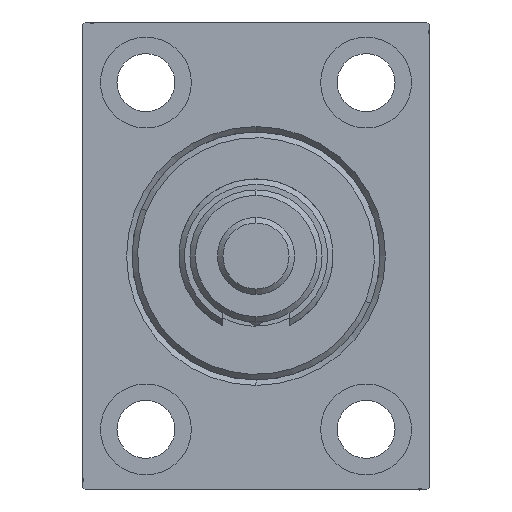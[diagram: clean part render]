
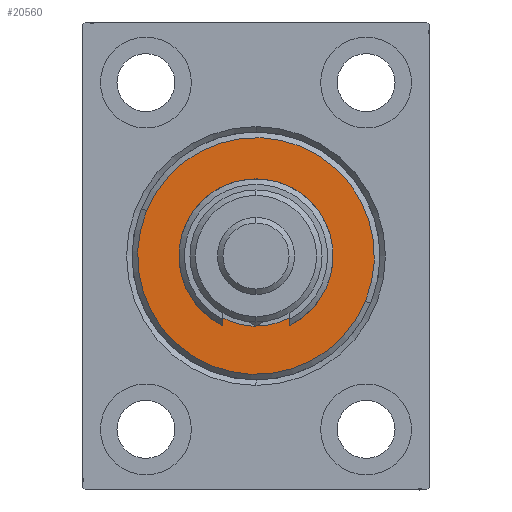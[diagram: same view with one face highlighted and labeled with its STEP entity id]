
A CAD part, left-side view. The second image highlights one B-rep face of the part: STEP entity #20560.
In plain terms, the highlighted face is planar.
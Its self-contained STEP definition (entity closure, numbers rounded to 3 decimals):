
#111 = VERTEX_POINT ( 'NONE', #26844 ) ;
#419 = AXIS2_PLACEMENT_3D ( 'NONE', #35142, #8662, #45651 ) ;
#1517 = CARTESIAN_POINT ( 'NONE',  ( 3., 0., 0. ) ) ;
#1633 = EDGE_CURVE ( 'NONE', #111, #28037, #13678, .T. ) ;
#1665 = DIRECTION ( 'NONE',  ( 0., 0., -1. ) ) ;
#8055 = CARTESIAN_POINT ( 'NONE',  ( 3., 0., 0. ) ) ;
#8662 = DIRECTION ( 'NONE',  ( 1., 0., 0. ) ) ;
#9278 = ORIENTED_EDGE ( 'NONE', *, *, #18018, .T. ) ;
#12390 = ORIENTED_EDGE ( 'NONE', *, *, #1633, .T. ) ;
#12902 = EDGE_CURVE ( 'NONE', #14568, #17761, #26090, .T. ) ;
#13678 = CIRCLE ( 'NONE', #46453, 21.5 ) ;
#14568 = VERTEX_POINT ( 'NONE', #23075 ) ;
#16074 = DIRECTION ( 'NONE',  ( -1., 0., 0. ) ) ;
#16685 = CARTESIAN_POINT ( 'NONE',  ( 3., 0., 21.5 ) ) ;
#17761 = VERTEX_POINT ( 'NONE', #31172 ) ;
#18018 = EDGE_CURVE ( 'NONE', #17761, #14568, #22417, .T. ) ;
#18474 = ORIENTED_EDGE ( 'NONE', *, *, #12902, .T. ) ;
#19021 = CARTESIAN_POINT ( 'NONE',  ( 3., 0., 0. ) ) ;
#19633 = PLANE ( 'NONE',  #419 ) ;
#19794 = CARTESIAN_POINT ( 'NONE',  ( 3., 0., 0. ) ) ;
#20560 = ADVANCED_FACE ( 'NONE', ( #23688, #31093 ), #19633, .T. ) ;
#21306 = CIRCLE ( 'NONE', #23594, 21.5 ) ;
#22417 = CIRCLE ( 'NONE', #41496, 12.75 ) ;
#23075 = CARTESIAN_POINT ( 'NONE',  ( 3., 0., -12.75 ) ) ;
#23594 = AXIS2_PLACEMENT_3D ( 'NONE', #8055, #25961, #40523 ) ;
#23688 = FACE_OUTER_BOUND ( 'NONE', #44385, .T. ) ;
#25183 = ORIENTED_EDGE ( 'NONE', *, *, #32493, .T. ) ;
#25961 = DIRECTION ( 'NONE',  ( 1., 0., 0. ) ) ;
#26090 = CIRCLE ( 'NONE', #39828, 12.75 ) ;
#26844 = CARTESIAN_POINT ( 'NONE',  ( 3., 0., -21.5 ) ) ;
#28037 = VERTEX_POINT ( 'NONE', #16685 ) ;
#29260 = EDGE_LOOP ( 'NONE', ( #9278, #18474 ) ) ;
#31093 = FACE_BOUND ( 'NONE', #29260, .T. ) ;
#31172 = CARTESIAN_POINT ( 'NONE',  ( 3., 0., 12.75 ) ) ;
#32493 = EDGE_CURVE ( 'NONE', #28037, #111, #21306, .T. ) ;
#35142 = CARTESIAN_POINT ( 'NONE',  ( 3., 0., 0. ) ) ;
#36933 = DIRECTION ( 'NONE',  ( 0., 0., -1. ) ) ;
#37162 = DIRECTION ( 'NONE',  ( -1., 0., 0. ) ) ;
#39828 = AXIS2_PLACEMENT_3D ( 'NONE', #19021, #37162, #36933 ) ;
#40523 = DIRECTION ( 'NONE',  ( 0., 0., -1. ) ) ;
#41051 = DIRECTION ( 'NONE',  ( 1., 0., 0. ) ) ;
#41496 = AXIS2_PLACEMENT_3D ( 'NONE', #1517, #16074, #45200 ) ;
#44385 = EDGE_LOOP ( 'NONE', ( #25183, #12390 ) ) ;
#45200 = DIRECTION ( 'NONE',  ( 0., 0., -1. ) ) ;
#45651 = DIRECTION ( 'NONE',  ( 0., 0., -1. ) ) ;
#46453 = AXIS2_PLACEMENT_3D ( 'NONE', #19794, #41051, #1665 ) ;
